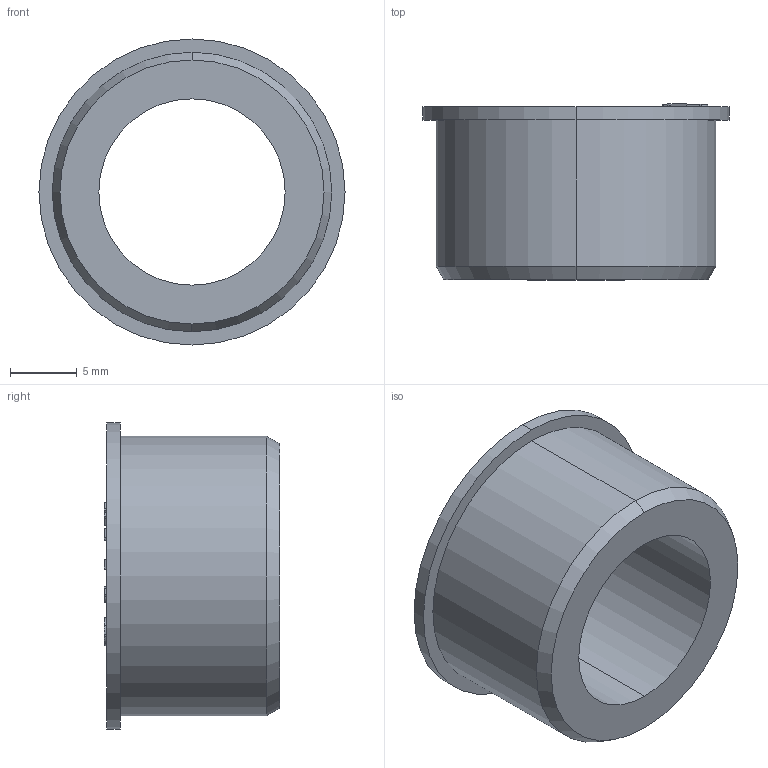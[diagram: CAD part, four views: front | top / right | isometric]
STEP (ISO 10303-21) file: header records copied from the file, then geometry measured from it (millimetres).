
FILE_DESCRIPTION(/* description */ (''),/* implementation_level */ '2;1');
FILE_NAME(/* name */ '100558516ugm000_a.stp',/* time_stamp */ '2013-12-09T11:35:39+01:00',/* author */ (''),/* organization */ (''),/* preprocessor_version */ 'ST-DEVELOPER v15',/* originating_system */ 'SIEMENS PLM Software NX 8.5',/* authorisation */ '');
FILE_SCHEMA (('AUTOMOTIVE_DESIGN { 1 0 10303 214 3 1 1 1 }'));
Length unit declared in the file: millimetre
Products named in the file (1): 100558516ugm000_a
Bounding box: 23 x 13.2 x 23 mm (x, y, z)
Volume: 2551.5 mm3; surface area: 1945.2 mm2
Topology: 1 solids, 1 shells, 176 faces, 532 edges, 469 vertices
Faces by surface type: plane 135, bspline 21, cylinder 14, revolution 2, cone 2, extrusion 2
Full cylindrical faces by diameter (mm): 0.363 x1, 0.429 x1
Entity records: 7887 total; most frequent: CARTESIAN_POINT 1788, ORIENTED_EDGE 886, DIRECTION 833, EDGE_CURVE 443, VECTOR 439, LINE 437, VERTEX_POINT 296, PRESENTATION_STYLE_ASSIGNMENT 265
